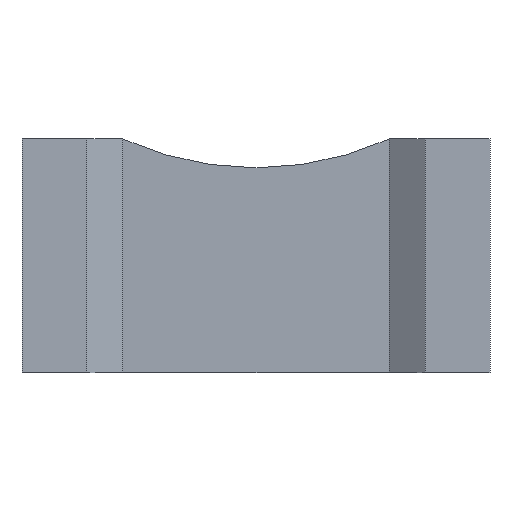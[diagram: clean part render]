
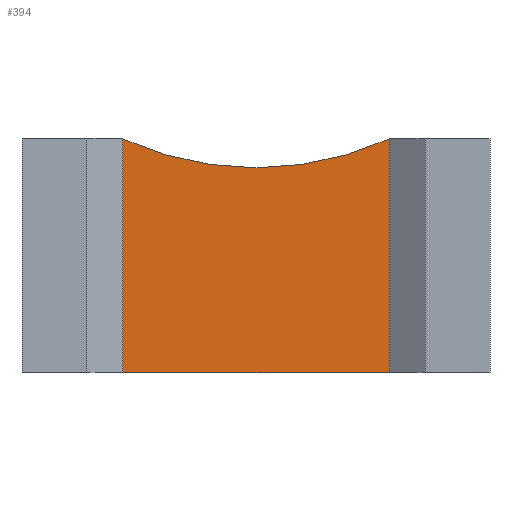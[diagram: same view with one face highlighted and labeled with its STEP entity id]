
A CAD part, front view. The second image highlights one B-rep face of the part: STEP entity #394.
In plain terms, the highlighted planar face has unit normal (0, -1, 0).
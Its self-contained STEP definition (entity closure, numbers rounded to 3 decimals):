
#12=CIRCLE('',#421,4.479);
#36=FACE_OUTER_BOUND('',#58,.T.);
#58=EDGE_LOOP('',(#311,#312,#313,#314));
#101=LINE('',#611,#147);
#102=LINE('',#613,#148);
#103=LINE('',#614,#149);
#147=VECTOR('',#507,3.25);
#148=VECTOR('',#508,3.7);
#149=VECTOR('',#509,3.25);
#181=VERTEX_POINT('',#604);
#182=VERTEX_POINT('',#606);
#183=VERTEX_POINT('',#610);
#184=VERTEX_POINT('',#612);
#225=EDGE_CURVE('',#182,#181,#12,.T.);
#227=EDGE_CURVE('',#181,#183,#101,.T.);
#228=EDGE_CURVE('',#184,#183,#102,.T.);
#229=EDGE_CURVE('',#182,#184,#103,.T.);
#311=ORIENTED_EDGE('',*,*,#225,.T.);
#312=ORIENTED_EDGE('',*,*,#227,.T.);
#313=ORIENTED_EDGE('',*,*,#228,.F.);
#314=ORIENTED_EDGE('',*,*,#229,.F.);
#347=PLANE('',#422);
#394=ADVANCED_FACE('',(#36),#347,.T.);
#421=AXIS2_PLACEMENT_3D('',#607,#502,#503);
#422=AXIS2_PLACEMENT_3D('',#609,#505,#506);
#502=DIRECTION('center_axis',(0.,1.,0.));
#503=DIRECTION('ref_axis',(0.413,0.,-0.911));
#505=DIRECTION('center_axis',(0.,-1.,0.));
#506=DIRECTION('ref_axis',(-1.,0.,0.));
#507=DIRECTION('',(0.,0.,-1.));
#508=DIRECTION('',(-1.,0.,0.));
#509=DIRECTION('',(0.,0.,-1.));
#604=CARTESIAN_POINT('',(1.4,0.35,3.25));
#606=CARTESIAN_POINT('',(5.1,0.35,3.25));
#607=CARTESIAN_POINT('Origin',(3.25,0.35,7.329));
#609=CARTESIAN_POINT('Origin',(5.1,0.35,3.25));
#610=CARTESIAN_POINT('',(1.4,0.35,0.));
#611=CARTESIAN_POINT('',(1.4,0.35,3.25));
#612=CARTESIAN_POINT('',(5.1,0.35,0.));
#613=CARTESIAN_POINT('',(5.1,0.35,0.));
#614=CARTESIAN_POINT('',(5.1,0.35,3.25));
